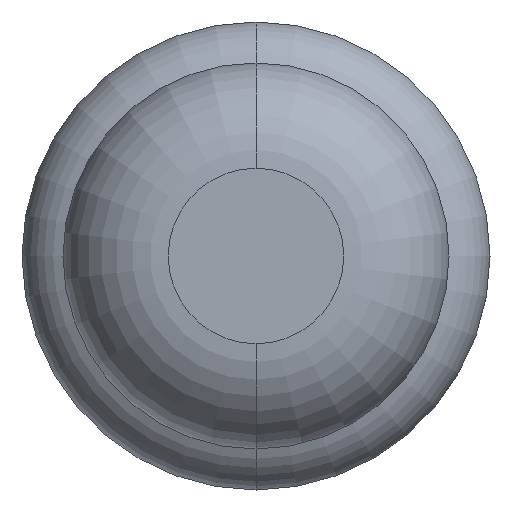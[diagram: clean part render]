
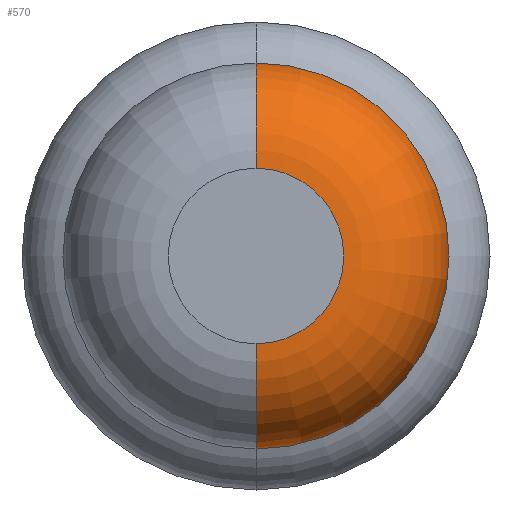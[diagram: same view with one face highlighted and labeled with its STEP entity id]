
A CAD part, front view. The second image highlights one B-rep face of the part: STEP entity #570.
In plain terms, the highlighted toroidal (fillet/blend) face has major radius 0.375 mm and minor radius 0.45 mm.
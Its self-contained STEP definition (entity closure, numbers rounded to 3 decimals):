
#134 = DIRECTION ( 'NONE',  ( 0., 0., 1. ) ) ;
#336 = ORIENTED_EDGE ( 'NONE', *, *, #375, .F. ) ;
#375 = EDGE_CURVE ( 'NONE', #1102, #1081, #1037, .T. ) ;
#431 = TOROIDAL_SURFACE ( 'NONE', #2601, 0.375, 0.45 ) ;
#439 = EDGE_LOOP ( 'NONE', ( #2199, #3015, #4248, #336 ) ) ;
#570 = ADVANCED_FACE ( 'Defeature ausgef�hrt1_2', ( #1912 ), #431, .T. ) ;
#583 = EDGE_CURVE ( 'NONE', #3777, #950, #2585, .T. ) ;
#618 = AXIS2_PLACEMENT_3D ( 'NONE', #4280, #2675, #2297 ) ;
#950 = VERTEX_POINT ( 'NONE', #3910 ) ;
#1037 = CIRCLE ( 'NONE', #2385, 0.45 ) ;
#1081 = VERTEX_POINT ( 'NONE', #3039 ) ;
#1102 = VERTEX_POINT ( 'NONE', #1390 ) ;
#1333 = AXIS2_PLACEMENT_3D ( 'NONE', #3304, #3627, #2687 ) ;
#1390 = CARTESIAN_POINT ( 'NONE',  ( 0., -24., 0.375 ) ) ;
#1596 = EDGE_CURVE ( 'Defeature ausgef�hrt1_2+Defeature ausgef�hrt1_1+Defeature ausgef�hrt1_1+Defeature ausgef�hrt1_1', #1102, #3777, #1750, .T. ) ;
#1651 = DIRECTION ( 'NONE',  ( 0., 1., 0. ) ) ;
#1750 = CIRCLE ( 'NONE', #2863, 0.375 ) ;
#1841 = DIRECTION ( 'NONE',  ( 0., 1., 0. ) ) ;
#1912 = FACE_OUTER_BOUND ( 'NONE', #439, .T. ) ;
#2041 = EDGE_CURVE ( 'Defeature ausgef�hrt1_3+Defeature ausgef�hrt1_2+Defeature ausgef�hrt1_2+Defeature ausgef�hrt1_2', #1081, #950, #2119, .T. ) ;
#2119 = CIRCLE ( 'NONE', #1333, 0.825 ) ;
#2199 = ORIENTED_EDGE ( 'NONE', *, *, #1596, .T. ) ;
#2297 = DIRECTION ( 'NONE',  ( 0., 0., -1. ) ) ;
#2385 = AXIS2_PLACEMENT_3D ( 'NONE', #4141, #2849, #4111 ) ;
#2585 = CIRCLE ( 'NONE', #618, 0.45 ) ;
#2601 = AXIS2_PLACEMENT_3D ( 'NONE', #3646, #1651, #3030 ) ;
#2675 = DIRECTION ( 'NONE',  ( 1., 0., 0. ) ) ;
#2687 = DIRECTION ( 'NONE',  ( 0., 0., 1. ) ) ;
#2849 = DIRECTION ( 'NONE',  ( -1., 0., 0. ) ) ;
#2863 = AXIS2_PLACEMENT_3D ( 'NONE', #3141, #1841, #134 ) ;
#3015 = ORIENTED_EDGE ( 'NONE', *, *, #583, .T. ) ;
#3030 = DIRECTION ( 'NONE',  ( 0., 0., 1. ) ) ;
#3039 = CARTESIAN_POINT ( 'NONE',  ( 0., -23.55, 0.825 ) ) ;
#3141 = CARTESIAN_POINT ( 'NONE',  ( 0., -24., 0. ) ) ;
#3304 = CARTESIAN_POINT ( 'NONE',  ( 0., -23.55, 0. ) ) ;
#3627 = DIRECTION ( 'NONE',  ( 0., 1., 0. ) ) ;
#3646 = CARTESIAN_POINT ( 'NONE',  ( 0., -23.55, 0. ) ) ;
#3651 = CARTESIAN_POINT ( 'NONE',  ( 0., -24., -0.375 ) ) ;
#3777 = VERTEX_POINT ( 'NONE', #3651 ) ;
#3910 = CARTESIAN_POINT ( 'NONE',  ( 0., -23.55, -0.825 ) ) ;
#4111 = DIRECTION ( 'NONE',  ( 0., 0., 1. ) ) ;
#4141 = CARTESIAN_POINT ( 'NONE',  ( 0., -23.55, 0.375 ) ) ;
#4248 = ORIENTED_EDGE ( 'NONE', *, *, #2041, .F. ) ;
#4280 = CARTESIAN_POINT ( 'NONE',  ( 0., -23.55, -0.375 ) ) ;
